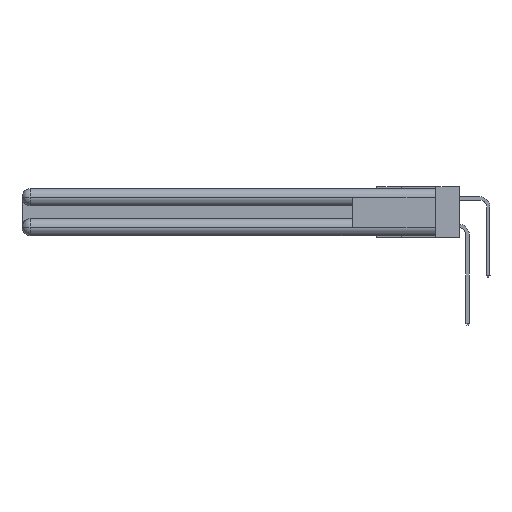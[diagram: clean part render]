
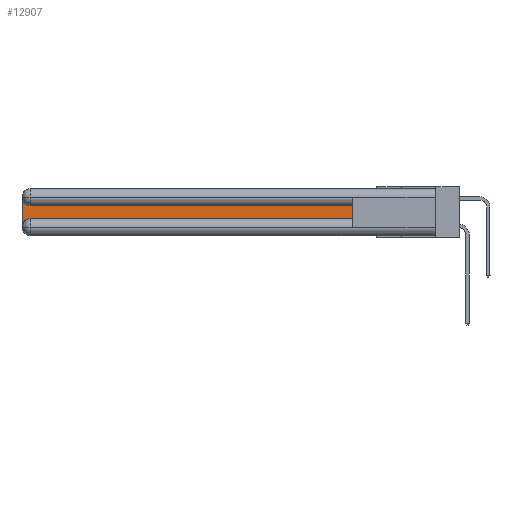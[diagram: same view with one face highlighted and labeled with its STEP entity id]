
A CAD part, left-side view. The second image highlights one B-rep face of the part: STEP entity #12907.
In plain terms, the highlighted planar face has unit normal (-1, 0, 0).
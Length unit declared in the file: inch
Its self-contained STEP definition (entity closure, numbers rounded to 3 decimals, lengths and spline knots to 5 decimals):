
#1465 = CARTESIAN_POINT ( 'NONE',  ( 0.075, 0.6, -0.1225 ) ) ;
#1956 = ORIENTED_EDGE ( 'NONE', *, *, #23386, .T. ) ;
#2703 = CARTESIAN_POINT ( 'NONE',  ( 0.075, 0.6, -0.2175 ) ) ;
#4057 = CARTESIAN_POINT ( 'NONE',  ( 0.075, 2.94, -0.2175 ) ) ;
#4436 = CARTESIAN_POINT ( 'NONE',  ( 0.075, 0.6, -0.2175 ) ) ;
#4537 = ORIENTED_EDGE ( 'NONE', *, *, #9305, .T. ) ;
#4765 = VERTEX_POINT ( 'NONE', #4057 ) ;
#4878 = ORIENTED_EDGE ( 'NONE', *, *, #23888, .T. ) ;
#4988 = EDGE_CURVE ( 'NONE', #28369, #9876, #25607, .T. ) ;
#5420 = CARTESIAN_POINT ( 'NONE',  ( 0.075, 2.94, -0.2775 ) ) ;
#6272 = EDGE_CURVE ( 'NONE', #4765, #27219, #22054, .T. ) ;
#6284 = CARTESIAN_POINT ( 'NONE',  ( 0.075, 3., -0.1225 ) ) ;
#6910 = FACE_OUTER_BOUND ( 'NONE', #18623, .T. ) ;
#8926 = DIRECTION ( 'NONE',  ( 0., -1., 0. ) ) ;
#8967 = DIRECTION ( 'NONE',  ( 1., 0., 0. ) ) ;
#9219 = CARTESIAN_POINT ( 'NONE',  ( 0.075, 3., -0.0625 ) ) ;
#9305 = EDGE_CURVE ( 'NONE', #9876, #26944, #17690, .T. ) ;
#9876 = VERTEX_POINT ( 'NONE', #9219 ) ;
#9933 = AXIS2_PLACEMENT_3D ( 'NONE', #13673, #8967, #28328 ) ;
#11284 = EDGE_CURVE ( 'NONE', #27219, #22529, #17930, .T. ) ;
#12763 = VECTOR ( 'NONE', #22602, 39.37008 ) ;
#12907 = ADVANCED_FACE ( 'NONE', ( #6910 ), #20730, .F. ) ;
#13673 = CARTESIAN_POINT ( 'NONE',  ( 0.075, 2.94, -0.0625 ) ) ;
#16169 = CIRCLE ( 'NONE', #19590, 0.06 ) ;
#17420 = LINE ( 'NONE', #1465, #29478 ) ;
#17690 = LINE ( 'NONE', #27348, #12763 ) ;
#17930 = LINE ( 'NONE', #18031, #30789 ) ;
#18031 = CARTESIAN_POINT ( 'NONE',  ( 0.075, 0.6, -0.2175 ) ) ;
#18054 = DIRECTION ( 'NONE',  ( 1., 0., 0. ) ) ;
#18392 = DIRECTION ( 'NONE',  ( 0., 1., 0. ) ) ;
#18623 = EDGE_LOOP ( 'NONE', ( #4878, #20409, #4537, #1956, #30551, #29761 ) ) ;
#19590 = AXIS2_PLACEMENT_3D ( 'NONE', #5420, #24804, #29891 ) ;
#20409 = ORIENTED_EDGE ( 'NONE', *, *, #4988, .T. ) ;
#20616 = CARTESIAN_POINT ( 'NONE',  ( 0.075, 2.94, -0.1225 ) ) ;
#20730 = PLANE ( 'NONE',  #23267 ) ;
#22054 = LINE ( 'NONE', #4436, #27350 ) ;
#22529 = VERTEX_POINT ( 'NONE', #27432 ) ;
#22602 = DIRECTION ( 'NONE',  ( 0., 0., -1. ) ) ;
#23267 = AXIS2_PLACEMENT_3D ( 'NONE', #6284, #18054, #27977 ) ;
#23386 = EDGE_CURVE ( 'NONE', #26944, #4765, #16169, .T. ) ;
#23888 = EDGE_CURVE ( 'NONE', #22529, #28369, #17420, .T. ) ;
#24804 = DIRECTION ( 'NONE',  ( 1., 0., 0. ) ) ;
#25607 = CIRCLE ( 'NONE', #9933, 0.06 ) ;
#26944 = VERTEX_POINT ( 'NONE', #29265 ) ;
#27219 = VERTEX_POINT ( 'NONE', #2703 ) ;
#27348 = CARTESIAN_POINT ( 'NONE',  ( 0.075, 3., -0.2175 ) ) ;
#27350 = VECTOR ( 'NONE', #8926, 39.37008 ) ;
#27432 = CARTESIAN_POINT ( 'NONE',  ( 0.075, 0.6, -0.1225 ) ) ;
#27977 = DIRECTION ( 'NONE',  ( 0., 0., -1. ) ) ;
#28328 = DIRECTION ( 'NONE',  ( 0., 0., -1. ) ) ;
#28369 = VERTEX_POINT ( 'NONE', #20616 ) ;
#29265 = CARTESIAN_POINT ( 'NONE',  ( 0.075, 3., -0.2775 ) ) ;
#29478 = VECTOR ( 'NONE', #18392, 39.37008 ) ;
#29761 = ORIENTED_EDGE ( 'NONE', *, *, #11284, .T. ) ;
#29891 = DIRECTION ( 'NONE',  ( 0., 0., -1. ) ) ;
#29950 = DIRECTION ( 'NONE',  ( 0., 0., 1. ) ) ;
#30551 = ORIENTED_EDGE ( 'NONE', *, *, #6272, .T. ) ;
#30789 = VECTOR ( 'NONE', #29950, 39.37008 ) ;
